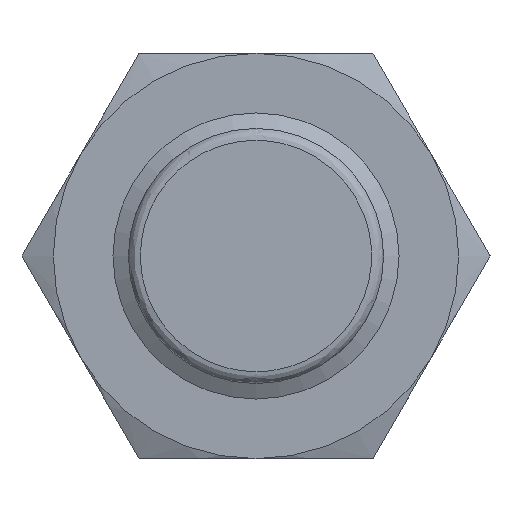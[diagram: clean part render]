
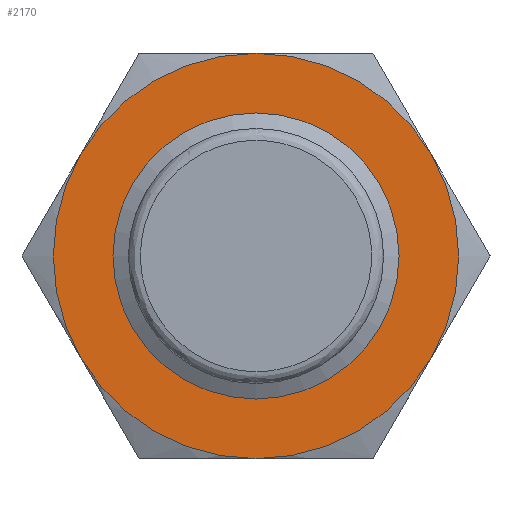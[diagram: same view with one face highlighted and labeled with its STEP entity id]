
A CAD part, left-side view. The second image highlights one B-rep face of the part: STEP entity #2170.
In plain terms, the highlighted planar face has unit normal (-1, 0, 0).
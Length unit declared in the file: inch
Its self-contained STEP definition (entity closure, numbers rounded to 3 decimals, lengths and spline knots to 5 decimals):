
#14 = AXIS2_PLACEMENT_3D ( 'NONE', #2387, #668, #2347 ) ;
#25 = DIRECTION ( 'NONE',  ( 0., 0., -1. ) ) ;
#58 = AXIS2_PLACEMENT_3D ( 'NONE', #2298, #1951, #2172 ) ;
#87 = DIRECTION ( 'NONE',  ( 0., 0., -1. ) ) ;
#104 = CIRCLE ( 'NONE', #58, 0.33465 ) ;
#161 = EDGE_CURVE ( 'NONE', #2017, #1395, #238, .T. ) ;
#218 = EDGE_CURVE ( 'NONE', #1556, #1697, #1287, .T. ) ;
#238 = CIRCLE ( 'NONE', #1254, 0.33465 ) ;
#260 = CARTESIAN_POINT ( 'NONE',  ( 0.3937, -0.28981, 0.16732 ) ) ;
#433 = CARTESIAN_POINT ( 'NONE',  ( 0.3937, 0., 0.23622 ) ) ;
#459 = CIRCLE ( 'NONE', #678, 0.33465 ) ;
#468 = EDGE_LOOP ( 'NONE', ( #2706 ) ) ;
#478 = DIRECTION ( 'NONE',  ( 0., 1., 0. ) ) ;
#563 = VERTEX_POINT ( 'NONE', #260 ) ;
#640 = AXIS2_PLACEMENT_3D ( 'NONE', #1575, #2418, #87 ) ;
#647 = VERTEX_POINT ( 'NONE', #433 ) ;
#668 = DIRECTION ( 'NONE',  ( 1., 0., 0. ) ) ;
#674 = DIRECTION ( 'NONE',  ( -1., 0., 0. ) ) ;
#678 = AXIS2_PLACEMENT_3D ( 'NONE', #2614, #955, #756 ) ;
#701 = CARTESIAN_POINT ( 'NONE',  ( 0.3937, 0., -0.33465 ) ) ;
#702 = DIRECTION ( 'NONE',  ( 0., 1., 0. ) ) ;
#712 = CARTESIAN_POINT ( 'NONE',  ( 0.3937, 0., 0. ) ) ;
#756 = DIRECTION ( 'NONE',  ( 0., 1., 0. ) ) ;
#840 = EDGE_CURVE ( 'NONE', #1395, #1556, #104, .T. ) ;
#891 = DIRECTION ( 'NONE',  ( 0., 0., 1. ) ) ;
#955 = DIRECTION ( 'NONE',  ( 1., 0., 0. ) ) ;
#1003 = CARTESIAN_POINT ( 'NONE',  ( 0.3937, 0.28981, -0.16732 ) ) ;
#1078 = CARTESIAN_POINT ( 'NONE',  ( 0.3937, 0., 0. ) ) ;
#1079 = CIRCLE ( 'NONE', #1208, 0.33465 ) ;
#1119 = CIRCLE ( 'NONE', #1469, 0.33465 ) ;
#1124 = DIRECTION ( 'NONE',  ( 1., 0., 0. ) ) ;
#1140 = FACE_OUTER_BOUND ( 'NONE', #2204, .T. ) ;
#1163 = CIRCLE ( 'NONE', #2050, 0.23622 ) ;
#1183 = ORIENTED_EDGE ( 'NONE', *, *, #840, .F. ) ;
#1198 = VERTEX_POINT ( 'NONE', #2714 ) ;
#1208 = AXIS2_PLACEMENT_3D ( 'NONE', #1270, #1491, #25 ) ;
#1254 = AXIS2_PLACEMENT_3D ( 'NONE', #712, #1124, #478 ) ;
#1270 = CARTESIAN_POINT ( 'NONE',  ( 0.3937, 0., 0. ) ) ;
#1281 = CARTESIAN_POINT ( 'NONE',  ( 0.3937, 0., 0. ) ) ;
#1287 = CIRCLE ( 'NONE', #14, 0.33465 ) ;
#1395 = VERTEX_POINT ( 'NONE', #1003 ) ;
#1456 = ORIENTED_EDGE ( 'NONE', *, *, #2225, .F. ) ;
#1469 = AXIS2_PLACEMENT_3D ( 'NONE', #1078, #2584, #702 ) ;
#1491 = DIRECTION ( 'NONE',  ( 1., 0., 0. ) ) ;
#1539 = ORIENTED_EDGE ( 'NONE', *, *, #1614, .F. ) ;
#1556 = VERTEX_POINT ( 'NONE', #1782 ) ;
#1575 = CARTESIAN_POINT ( 'NONE',  ( 0.3937, 0., 0. ) ) ;
#1614 = EDGE_CURVE ( 'NONE', #1697, #563, #459, .T. ) ;
#1697 = VERTEX_POINT ( 'NONE', #2640 ) ;
#1782 = CARTESIAN_POINT ( 'NONE',  ( 0.3937, 0.28981, 0.16732 ) ) ;
#1951 = DIRECTION ( 'NONE',  ( 1., 0., 0. ) ) ;
#2003 = ORIENTED_EDGE ( 'NONE', *, *, #218, .F. ) ;
#2017 = VERTEX_POINT ( 'NONE', #701 ) ;
#2050 = AXIS2_PLACEMENT_3D ( 'NONE', #1281, #674, #891 ) ;
#2170 = ADVANCED_FACE ( 'NONE', ( #2406, #1140 ), #2205, .F. ) ;
#2172 = DIRECTION ( 'NONE',  ( 0., 0., -1. ) ) ;
#2204 = EDGE_LOOP ( 'NONE', ( #2582, #2467, #1456, #1539, #2003, #1183 ) ) ;
#2205 = PLANE ( 'NONE',  #640 ) ;
#2225 = EDGE_CURVE ( 'NONE', #563, #1198, #1079, .T. ) ;
#2298 = CARTESIAN_POINT ( 'NONE',  ( 0.3937, 0., 0. ) ) ;
#2347 = DIRECTION ( 'NONE',  ( 0., 1., 0. ) ) ;
#2387 = CARTESIAN_POINT ( 'NONE',  ( 0.3937, 0., 0. ) ) ;
#2406 = FACE_BOUND ( 'NONE', #468, .T. ) ;
#2418 = DIRECTION ( 'NONE',  ( 1., 0., 0. ) ) ;
#2467 = ORIENTED_EDGE ( 'NONE', *, *, #2618, .F. ) ;
#2511 = EDGE_CURVE ( 'NONE', #647, #647, #1163, .T. ) ;
#2582 = ORIENTED_EDGE ( 'NONE', *, *, #161, .F. ) ;
#2584 = DIRECTION ( 'NONE',  ( 1., 0., 0. ) ) ;
#2614 = CARTESIAN_POINT ( 'NONE',  ( 0.3937, 0., 0. ) ) ;
#2618 = EDGE_CURVE ( 'NONE', #1198, #2017, #1119, .T. ) ;
#2640 = CARTESIAN_POINT ( 'NONE',  ( 0.3937, 0., 0.33465 ) ) ;
#2706 = ORIENTED_EDGE ( 'NONE', *, *, #2511, .F. ) ;
#2714 = CARTESIAN_POINT ( 'NONE',  ( 0.3937, -0.28981, -0.16732 ) ) ;
